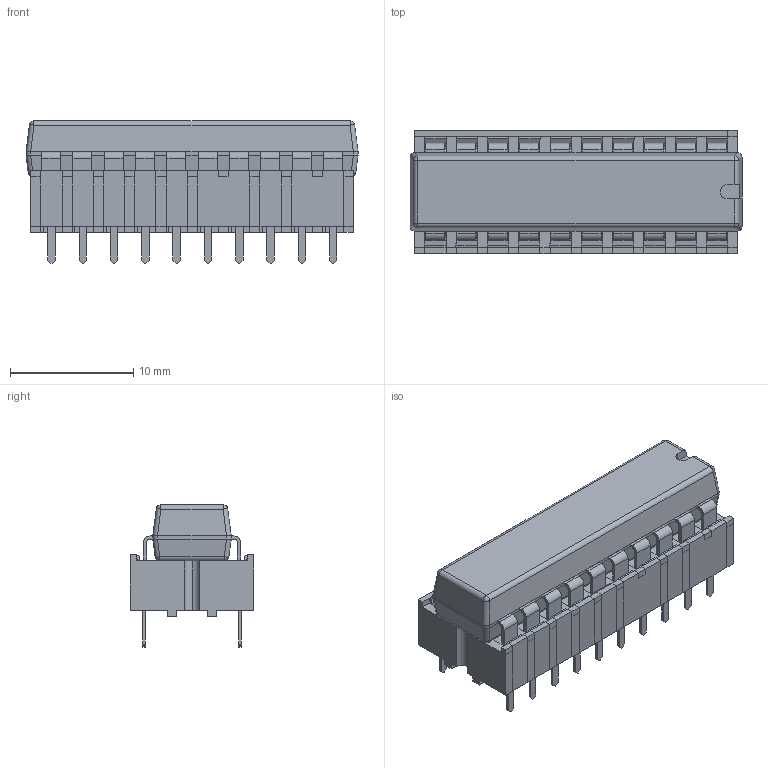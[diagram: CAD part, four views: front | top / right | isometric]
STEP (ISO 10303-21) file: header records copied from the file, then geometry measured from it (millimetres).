
FILE_DESCRIPTION (( 'STEP AP214' ), '1' );
FILE_NAME ('SN74LVC245AN in DIP-20 Socket.STEP', '2021-10-31T21:03:52', ( '' ), ( '' ), 'SwSTEP 2.0', 'SolidWorks 2021', '' );
FILE_SCHEMA (( 'AUTOMOTIVE_DESIGN' ));
Length unit declared in the file: inch
Products named in the file (3): SN74LVC245AN in DIP-20 Socket; 20 pin dip socket.step; SN74LVC245AN
Assembly tree (2 placements, depth 2):
  SN74LVC245AN in DIP-20 Socket
    20 pin dip socket.step
    SN74LVC245AN
Bounding box: 26.92 x 10 x 11.53 mm (x, y, z)
Volume: 1431.4 mm3; surface area: 3371.1 mm2
Topology: 43 solids, 43 shells, 1666 faces, 4661 edges, 3039 vertices
Faces by surface type: plane 1386, cylinder 272, sphere 8
Entity records: 54006 total; most frequent: CARTESIAN_POINT 10941, ORIENTED_EDGE 9322, DIRECTION 8065, EDGE_CURVE 4661, VECTOR 3619, LINE 3619, VERTEX_POINT 3039, AXIS2_PLACEMENT_3D 2223
